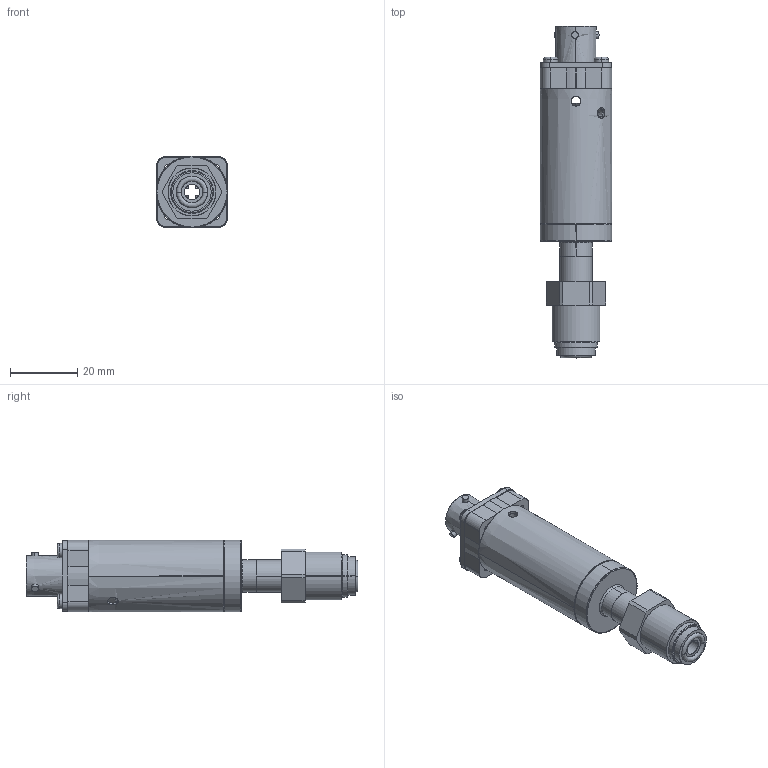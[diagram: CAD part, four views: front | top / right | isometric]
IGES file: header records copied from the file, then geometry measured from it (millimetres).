
Start section: SolidWorks IGES file using analytic representation for surfaces
Global section: file name: GFD-B-SM.IGS; native system: SolidWorks 2017; preprocessor: SolidWorks 2017; author: cfehr; date: 180209.152135; units: inch
Bounding box: 21.34 x 98.55 x 21.34 mm (x, y, z)
Surface area: 11212.8 mm2 (no closed solid volume)
Topology: 0 solids, 0 shells, 218 faces, 3276 edges, 3276 vertices
Faces by surface type: bspline 117, revolution 101
